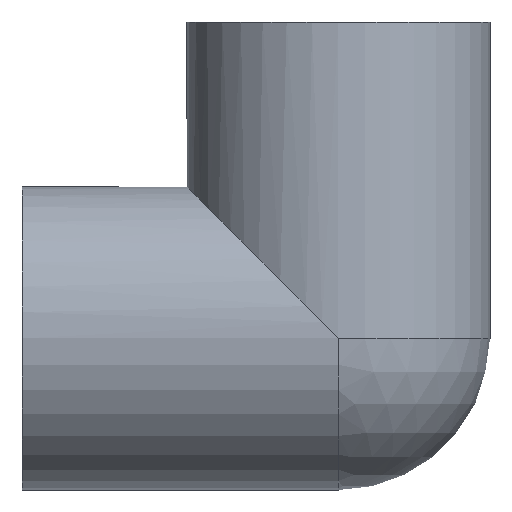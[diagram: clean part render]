
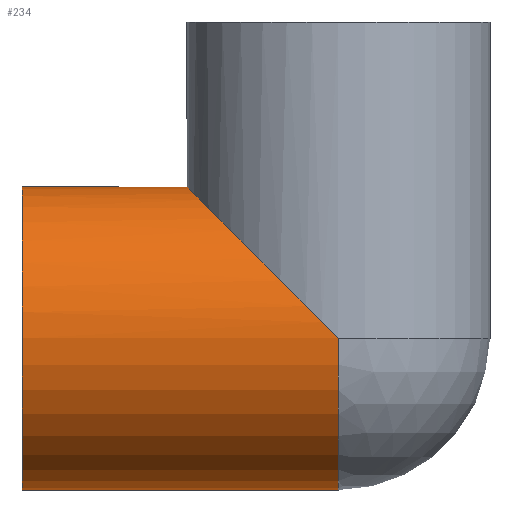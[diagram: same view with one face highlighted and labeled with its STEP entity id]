
A CAD part, front view. The second image highlights one B-rep face of the part: STEP entity #234.
In plain terms, the highlighted cylindrical face has radius 14.25 mm (diameter 28.5 mm), a full revolution.
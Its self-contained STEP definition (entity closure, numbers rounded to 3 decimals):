
#41=ELLIPSE('',#295,20.153,14.25);
#48=CYLINDRICAL_SURFACE('',#294,14.25);
#56=FACE_BOUND('',#101,.T.);
#75=FACE_OUTER_BOUND('',#100,.T.);
#100=EDGE_LOOP('',(#209,#210));
#101=EDGE_LOOP('',(#211));
#111=CIRCLE('',#274,14.25);
#116=CIRCLE('',#292,14.25);
#131=VERTEX_POINT('',#422);
#132=VERTEX_POINT('',#442);
#133=VERTEX_POINT('',#443);
#150=EDGE_CURVE('',#131,#131,#111,.T.);
#158=EDGE_CURVE('',#132,#133,#116,.T.);
#160=EDGE_CURVE('',#132,#133,#41,.T.);
#209=ORIENTED_EDGE('',*,*,#160,.F.);
#210=ORIENTED_EDGE('',*,*,#158,.T.);
#211=ORIENTED_EDGE('',*,*,#150,.F.);
#234=ADVANCED_FACE('',(#75,#56),#48,.T.);
#274=AXIS2_PLACEMENT_3D('',#423,#339,#340);
#292=AXIS2_PLACEMENT_3D('',#444,#376,#377);
#294=AXIS2_PLACEMENT_3D('',#446,#380,#381);
#295=AXIS2_PLACEMENT_3D('',#447,#382,#383);
#339=DIRECTION('center_axis',(-1.,0.,0.));
#340=DIRECTION('ref_axis',(0.,-1.,0.));
#376=DIRECTION('center_axis',(-1.,0.,0.));
#377=DIRECTION('ref_axis',(0.,-1.,0.));
#380=DIRECTION('center_axis',(1.,0.,0.));
#381=DIRECTION('ref_axis',(0.,-1.,0.));
#382=DIRECTION('center_axis',(0.707,0.,0.707));
#383=DIRECTION('ref_axis',(0.707,0.,-0.707));
#422=CARTESIAN_POINT('',(-29.75,14.25,0.));
#423=CARTESIAN_POINT('Origin',(-29.75,0.,0.));
#442=CARTESIAN_POINT('',(0.,14.25,0.));
#443=CARTESIAN_POINT('',(0.,-14.25,0.));
#444=CARTESIAN_POINT('Origin',(0.,0.,0.));
#446=CARTESIAN_POINT('Origin',(-29.75,0.,0.));
#447=CARTESIAN_POINT('Origin',(0.,0.,
0.));
